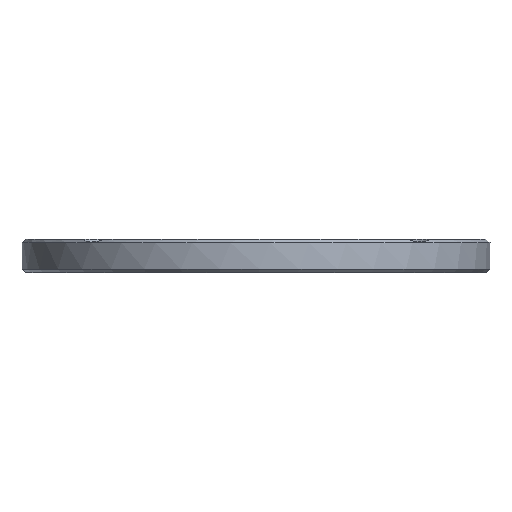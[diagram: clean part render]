
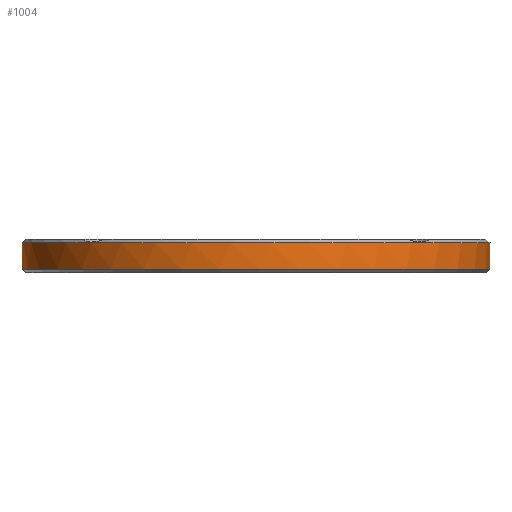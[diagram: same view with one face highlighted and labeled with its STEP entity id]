
A CAD part, front view. The second image highlights one B-rep face of the part: STEP entity #1004.
In plain terms, the highlighted cylindrical face has radius 33.5 mm (diameter 67 mm), a full revolution.
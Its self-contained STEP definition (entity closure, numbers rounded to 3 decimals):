
#86=LINE('',#1575,#141);
#87=LINE('',#1579,#142);
#141=VECTOR('',#1252,1000.);
#142=VECTOR('',#1255,1000.);
#232=CIRCLE('',#1097,33.5);
#233=CIRCLE('',#1098,33.5);
#234=CIRCLE('',#1099,33.5);
#304=ORIENTED_EDGE('',*,*,#597,.T.);
#305=ORIENTED_EDGE('',*,*,#598,.T.);
#306=ORIENTED_EDGE('',*,*,#599,.T.);
#307=ORIENTED_EDGE('',*,*,#600,.F.);
#308=ORIENTED_EDGE('',*,*,#601,.T.);
#597=EDGE_CURVE('',#743,#743,#232,.F.);
#598=EDGE_CURVE('',#744,#745,#233,.T.);
#599=EDGE_CURVE('',#745,#746,#86,.T.);
#600=EDGE_CURVE('',#747,#746,#234,.F.);
#601=EDGE_CURVE('',#747,#744,#87,.F.);
#743=VERTEX_POINT('',#1571);
#744=VERTEX_POINT('',#1573);
#745=VERTEX_POINT('',#1574);
#746=VERTEX_POINT('',#1576);
#747=VERTEX_POINT('',#1578);
#829=EDGE_LOOP('',(#304));
#830=EDGE_LOOP('',(#305,#306,#307,#308));
#913=FACE_BOUND('',#829,.T.);
#914=FACE_BOUND('',#830,.T.);
#990=CYLINDRICAL_SURFACE('',#1096,33.5);
#1004=ADVANCED_FACE('',(#913,#914),#990,.T.);
#1096=AXIS2_PLACEMENT_3D('',#1569,#1246,#1247);
#1097=AXIS2_PLACEMENT_3D('',#1570,#1248,#1249);
#1098=AXIS2_PLACEMENT_3D('',#1572,#1250,#1251);
#1099=AXIS2_PLACEMENT_3D('',#1577,#1253,#1254);
#1246=DIRECTION('',(0.,0.,1.));
#1247=DIRECTION('',(0.529,0.849,0.));
#1248=DIRECTION('',(0.,0.,1.));
#1249=DIRECTION('',(1.,0.01,0.));
#1250=DIRECTION('',(0.,0.,1.));
#1251=DIRECTION('',(1.,0.01,0.));
#1252=DIRECTION('',(0.,0.,1.));
#1253=DIRECTION('',(0.,0.,1.));
#1254=DIRECTION('',(0.01,-1.,0.));
#1255=DIRECTION('',(0.,0.,1.));
#1569=CARTESIAN_POINT('',(0.,0.,-4.));
#1570=CARTESIAN_POINT('',(0.,0.,3.75));
#1571=CARTESIAN_POINT('',(33.498,0.345,3.75));
#1572=CARTESIAN_POINT('',(0.,0.,0.));
#1573=CARTESIAN_POINT('',(29.751,15.399,0.));
#1574=CARTESIAN_POINT('',(31.711,10.802,0.));
#1575=CARTESIAN_POINT('',(31.711,10.802,-4.));
#1576=CARTESIAN_POINT('',(31.711,10.802,2.25));
#1577=CARTESIAN_POINT('',(0.,0.,2.25));
#1578=CARTESIAN_POINT('',(29.751,15.399,2.25));
#1579=CARTESIAN_POINT('',(29.751,15.399,-4.));
